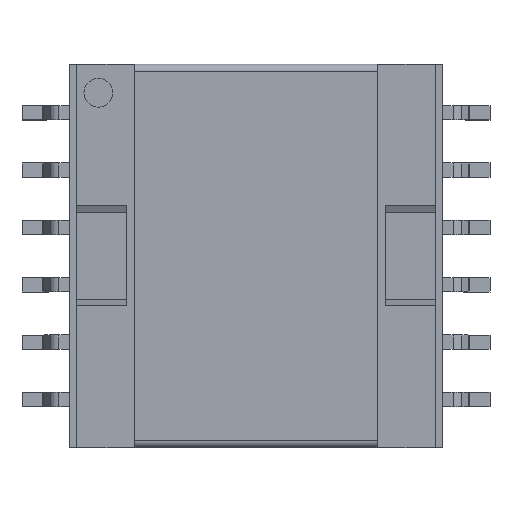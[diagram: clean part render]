
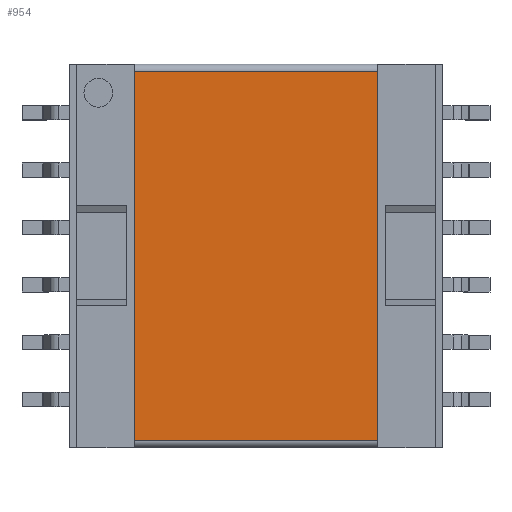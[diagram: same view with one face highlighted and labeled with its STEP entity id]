
A CAD part, top view. The second image highlights one B-rep face of the part: STEP entity #954.
In plain terms, the highlighted free-form (B-spline) face has degree [1, 1] with [2, 2] control points.
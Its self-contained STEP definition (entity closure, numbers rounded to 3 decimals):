
#878=CARTESIAN_POINT('',(8.5,12.875,14.0));
#879=VERTEX_POINT('',#878);
#887=CARTESIAN_POINT('',(8.5,-12.875,14.0));
#888=VERTEX_POINT('',#887);
#889=CARTESIAN_POINT('',(8.5,-12.875,14.0));
#890=DIRECTION('',(0.0,1.0,0.0));
#891=VECTOR('',#890,25.75);
#892=LINE('',#889,#891);
#893=EDGE_CURVE('',#888,#879,#892,.T.);
#912=CARTESIAN_POINT('',(-8.5,-12.875,14.0));
#913=VERTEX_POINT('',#912);
#914=CARTESIAN_POINT('',(8.5,-12.875,14.0));
#915=DIRECTION('',(-1.0,0.0,0.0));
#916=VECTOR('',#915,17.);
#917=LINE('',#914,#916);
#918=EDGE_CURVE('',#888,#913,#917,.T.);
#931=CARTESIAN_POINT('',(8.5,12.875,14.0));
#932=CARTESIAN_POINT('',(8.5,-12.875,14.0));
#933=CARTESIAN_POINT('',(-8.5,12.875,14.0));
#934=CARTESIAN_POINT('',(-8.5,-12.875,14.0));
#935=B_SPLINE_SURFACE_WITH_KNOTS('',1,1,((#931,#933),(#932,#934)),.UNSPECIFIED.,.F.,.F.,.U.,(2,2),(2,2),(0.0,25.75),(0.0,17.),.UNSPECIFIED.);
#936=ORIENTED_EDGE('',*,*,#918,.F.);
#937=ORIENTED_EDGE('',*,*,#893,.T.);
#938=CARTESIAN_POINT('',(-8.5,12.875,14.0));
#939=VERTEX_POINT('',#938);
#940=CARTESIAN_POINT('',(-8.5,12.875,14.0));
#941=DIRECTION('',(1.0,0.0,0.0));
#942=VECTOR('',#941,17.);
#943=LINE('',#940,#942);
#944=EDGE_CURVE('',#939,#879,#943,.T.);
#945=ORIENTED_EDGE('',*,*,#944,.F.);
#946=CARTESIAN_POINT('',(-8.5,-12.875,14.0));
#947=DIRECTION('',(0.0,1.0,0.0));
#948=VECTOR('',#947,25.75);
#949=LINE('',#946,#948);
#950=EDGE_CURVE('',#913,#939,#949,.T.);
#951=ORIENTED_EDGE('',*,*,#950,.F.);
#952=EDGE_LOOP('',(#936,#937,#945,#951));
#953=FACE_OUTER_BOUND('',#952,.T.);
#954=ADVANCED_FACE('',(#953),#935,.F.);
